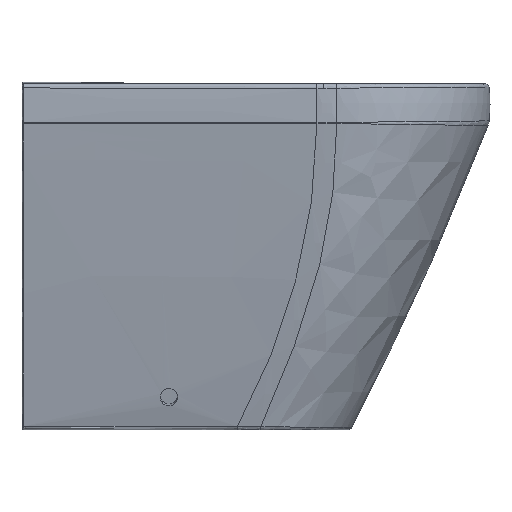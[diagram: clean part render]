
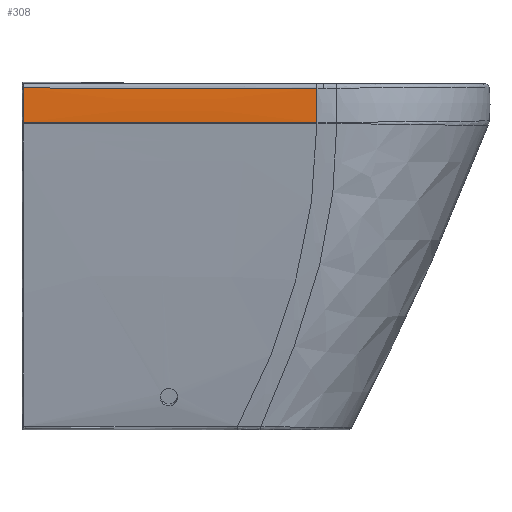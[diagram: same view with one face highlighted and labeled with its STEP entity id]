
A CAD part, left-side view. The second image highlights one B-rep face of the part: STEP entity #308.
In plain terms, the highlighted free-form (B-spline) face has degree [3, 3] with [4, 4] control points.
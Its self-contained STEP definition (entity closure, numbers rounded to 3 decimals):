
#112=B_SPLINE_SURFACE_WITH_KNOTS('',3,3,((#21087,#21088,#21089,#21090),
(#21091,#21092,#21093,#21094),(#21095,#21096,#21097,#21098),(#21099,#21100,
#21101,#21102)),.UNSPECIFIED.,.F.,.F.,.F.,(4,4),(4,4),(0.,1.),(0.,1.),
 .UNSPECIFIED.);
#308=ADVANCED_FACE('',(#547),#112,.T.);
#547=FACE_OUTER_BOUND('',#695,.T.);
#695=EDGE_LOOP('',(#1286,#1287,#1288,#1289));
#1286=ORIENTED_EDGE('',*,*,#1847,.T.);
#1287=ORIENTED_EDGE('',*,*,#1918,.T.);
#1288=ORIENTED_EDGE('',*,*,#1833,.T.);
#1289=ORIENTED_EDGE('',*,*,#1903,.T.);
#1553=VERTEX_POINT('',#13247);
#1554=VERTEX_POINT('',#13248);
#1563=VERTEX_POINT('',#13591);
#1564=VERTEX_POINT('',#13605);
#1833=EDGE_CURVE('',#1553,#1554,#2129,.T.);
#1847=EDGE_CURVE('',#1564,#1563,#2142,.T.);
#1903=EDGE_CURVE('',#1554,#1564,#2188,.T.);
#1918=EDGE_CURVE('',#1563,#1553,#2203,.T.);
#2129=B_SPLINE_CURVE_WITH_KNOTS('',3,(#13243,#13244,#13245,#13246),
 .UNSPECIFIED.,.F.,.F.,(4,4),(0.,1.),.UNSPECIFIED.);
#2142=B_SPLINE_CURVE_WITH_KNOTS('',3,(#13592,#13593,#13594,#13595,#13596,
#13597,#13598,#13599,#13600,#13601,#13602,#13603,#13604),.UNSPECIFIED.,
 .F.,.F.,(4,3,3,3,4),(0.,0.626,0.731,0.939,
1.),.UNSPECIFIED.);
#2188=B_SPLINE_CURVE_WITH_KNOTS('',3,(#16031,#16032,#16033,#16034),
 .UNSPECIFIED.,.F.,.F.,(4,4),(0.,1.),.UNSPECIFIED.);
#2203=B_SPLINE_CURVE_WITH_KNOTS('',3,(#21083,#21084,#21085,#21086),
 .UNSPECIFIED.,.F.,.F.,(4,4),(0.,1.),.UNSPECIFIED.);
#13243=CARTESIAN_POINT('',(-184.533,-2.,-44.415));
#13244=CARTESIAN_POINT('',(-184.533,-115.,-44.413));
#13245=CARTESIAN_POINT('',(-184.541,-228.,-44.262));
#13246=CARTESIAN_POINT('',(-184.533,-341.,-44.417));
#13247=CARTESIAN_POINT('',(-184.533,-2.,-44.415));
#13248=CARTESIAN_POINT('',(-184.533,-341.,-44.417));
#13591=CARTESIAN_POINT('',(-184.727,-2.,-4.722));
#13592=CARTESIAN_POINT('',(-184.728,-341.,-4.752));
#13593=CARTESIAN_POINT('',(-184.727,-270.231,-4.726));
#13594=CARTESIAN_POINT('',(-184.726,-199.461,-4.696));
#13595=CARTESIAN_POINT('',(-184.726,-128.692,-4.704));
#13596=CARTESIAN_POINT('',(-184.726,-116.897,-4.705));
#13597=CARTESIAN_POINT('',(-184.726,-105.103,-4.707));
#13598=CARTESIAN_POINT('',(-184.726,-93.308,-4.709));
#13599=CARTESIAN_POINT('',(-184.727,-69.718,-4.713));
#13600=CARTESIAN_POINT('',(-184.727,-46.128,-4.719));
#13601=CARTESIAN_POINT('',(-184.727,-22.538,-4.724));
#13602=CARTESIAN_POINT('',(-184.727,-15.692,-4.725));
#13603=CARTESIAN_POINT('',(-184.727,-8.846,-4.726));
#13604=CARTESIAN_POINT('',(-184.727,-2.,-4.722));
#13605=CARTESIAN_POINT('',(-184.728,-341.,-4.752));
#16031=CARTESIAN_POINT('',(-184.533,-341.,-44.417));
#16032=CARTESIAN_POINT('',(-185.218,-341.,-31.196));
#16033=CARTESIAN_POINT('',(-185.283,-341.,-17.973));
#16034=CARTESIAN_POINT('',(-184.728,-341.,-4.752));
#21083=CARTESIAN_POINT('',(-184.727,-2.,-4.722));
#21084=CARTESIAN_POINT('',(-185.283,-2.,-17.948));
#21085=CARTESIAN_POINT('',(-185.218,-2.,-31.194));
#21086=CARTESIAN_POINT('',(-184.533,-2.,-44.415));
#21087=CARTESIAN_POINT('',(-184.716,-343.034,-4.458));
#21088=CARTESIAN_POINT('',(-185.287,-343.034,-17.857));
#21089=CARTESIAN_POINT('',(-185.222,-343.034,-31.257));
#21090=CARTESIAN_POINT('',(-184.52,-343.034,-44.656));
#21091=CARTESIAN_POINT('',(-184.716,-229.356,-4.458));
#21092=CARTESIAN_POINT('',(-185.287,-229.356,-17.857));
#21093=CARTESIAN_POINT('',(-185.222,-229.356,-31.257));
#21094=CARTESIAN_POINT('',(-184.52,-229.356,-44.656));
#21095=CARTESIAN_POINT('',(-184.716,-115.678,-4.458));
#21096=CARTESIAN_POINT('',(-185.287,-115.678,-17.857));
#21097=CARTESIAN_POINT('',(-185.222,-115.678,-31.257));
#21098=CARTESIAN_POINT('',(-184.52,-115.678,-44.656));
#21099=CARTESIAN_POINT('',(-184.716,-2.,-4.458));
#21100=CARTESIAN_POINT('',(-185.287,-2.,-17.857));
#21101=CARTESIAN_POINT('',(-185.222,-2.,-31.257));
#21102=CARTESIAN_POINT('',(-184.52,-2.,-44.656));
